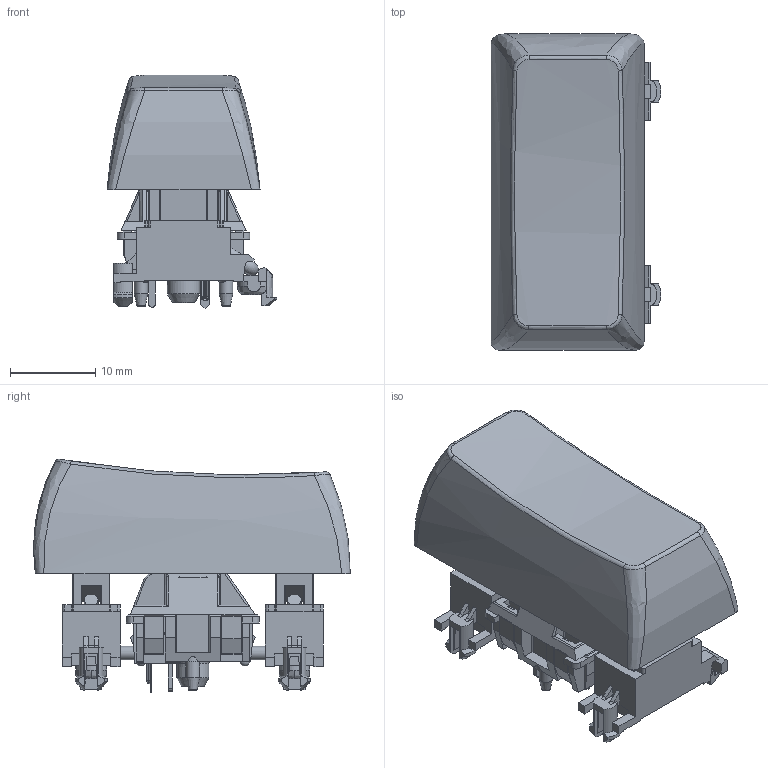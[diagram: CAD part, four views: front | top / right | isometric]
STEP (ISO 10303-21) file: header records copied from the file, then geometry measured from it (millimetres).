
FILE_DESCRIPTION(('HOOPS Exchange Step'),'2;1');
FILE_NAME('temp_export','2022-12-30T02:50:19+00:00',('mobile'),('Shapr3D Limited'),'HOOPS Exchange 2022.1','Shapr3D','Authorized');
FILE_SCHEMA( ('AUTOMOTIVE_DESIGN { 1 0 10303 214 1 1 1 1 }') );
Length unit declared in the file: millimetre
Products named in the file (187): mx Stabilizer base 16828; mx Stabilizer key 16828; metal stick 16828; Stabilizer.STEP; MX_DOWN; MX_UP; UP_MX; MX_PIN; MX_SPRING; MX_CLICK; CherryMX.stp; PLATE; ASM_MX; R1; ROW1_ASM; NUMPLUS; STABIL_DOWN_MX; STABIL_MX; MX_METAL; AS_TEST_STABIL; NUMPLUS_ASM; R2; ROW2_ASM; ROW4_ASM; R3; ROW3_ASM; NUM_0; NUM0_ASM; asm.stp; root
Assembly tree (186 placements, depth 5):
  root
    Stabilizer.STEP
      mx Stabilizer base 16828
      mx Stabilizer key 16828
      mx Stabilizer key 16828
      metal stick 16828
      mx Stabilizer base 16828
    CherryMX.stp
      MX_DOWN
      MX_UP
      UP_MX
      MX_PIN
      MX_SPRING
      MX_CLICK
    asm.stp
      PLATE
      ROW1_ASM
        ASM_MX
          MX_DOWN
          MX_UP
          UP_MX
          MX_PIN
          MX_SPRING
          MX_CLICK
        R1
      ROW1_ASM
        ASM_MX
          MX_DOWN
          MX_UP
          UP_MX
          MX_PIN
          MX_SPRING
          MX_CLICK
        R1
      ROW1_ASM
        ASM_MX
          MX_DOWN
          MX_UP
          UP_MX
          MX_PIN
          MX_SPRING
          MX_CLICK
        R1
      ROW1_ASM
        ASM_MX
          MX_DOWN
          MX_UP
          UP_MX
          MX_PIN
          MX_SPRING
          MX_CLICK
        R1
      NUMPLUS_ASM
        ASM_MX
          MX_DOWN
          MX_UP
          UP_MX
          MX_PIN
          MX_SPRING
          MX_CLICK
Bounding box: 20 x 37.23 x 27.47 mm (x, y, z)
Volume: 3976.8 mm3; surface area: 9920.3 mm2
Topology: 13 solids, 13 shells, 1914 faces, 5144 edges, 3217 vertices
Faces by surface type: plane 1010, cylinder 588, bspline 116, torus 104, sphere 78, cone 18
Full cylindrical faces by diameter (mm): 1.2 x1, 1.6 x8, 1.7 x2, 2 x1, 2.6 x1, 3.2 x1, 3.8 x1, 4.8 x1, 5.5 x3
Entity records: 76433 total; most frequent: CARTESIAN_POINT 26115, ORIENTED_EDGE 10168, DIRECTION 9698, EDGE_CURVE 5084, VECTOR 3330, LINE 3330, VERTEX_POINT 3217, AXIS2_PLACEMENT_3D 3184
